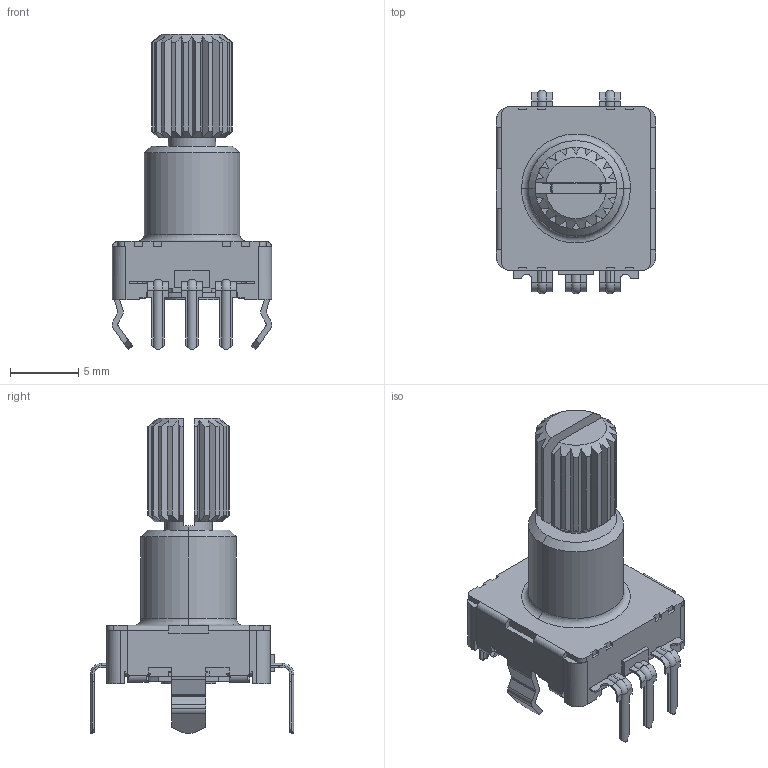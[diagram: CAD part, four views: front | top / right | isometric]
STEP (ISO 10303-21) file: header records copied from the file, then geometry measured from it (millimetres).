
FILE_DESCRIPTION (( 'STEP AP214' ), '1' );
FILE_NAME ('旋转编码器EC11E-05SW.STEP', '2021-10-20T02:06:33', ( '' ), ( '' ), 'SwSTEP 2.0', 'SolidWorks 2016', '' );
FILE_SCHEMA (( 'AUTOMOTIVE_DESIGN' ));
Length unit declared in the file: millimetre
Products named in the file (1): 旋转编码器EC11E-05SW
Bounding box: 11.71 x 14.95 x 23.16 mm (x, y, z)
Volume: 981.9 mm3; surface area: 1294.4 mm2
Topology: 1 solids, 1 shells, 583 faces, 1613 edges, 1043 vertices
Faces by surface type: plane 376, cylinder 157, cone 28, torus 14, bspline 8
Entity records: 24810 total; most frequent: CARTESIAN_POINT 4224, ORIENTED_EDGE 3226, DIRECTION 2942, EDGE_CURVE 1613, VECTOR 1152, LINE 1152, VERTEX_POINT 1043, AXIS2_PLACEMENT_3D 895
